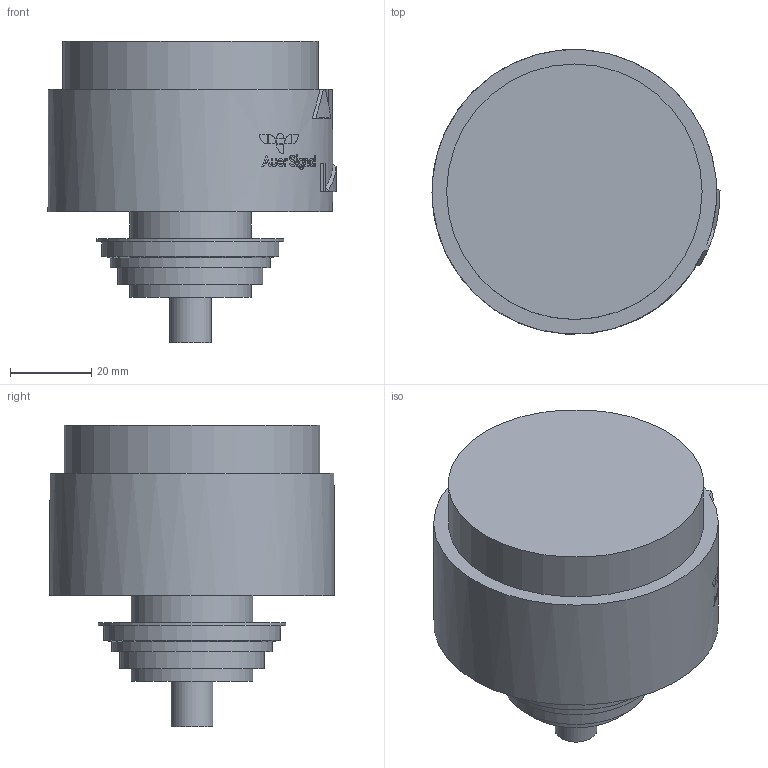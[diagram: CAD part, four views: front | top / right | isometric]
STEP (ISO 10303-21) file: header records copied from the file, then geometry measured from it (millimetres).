
FILE_DESCRIPTION(/* description */ (''),/* implementation_level */ '2;1');
FILE_NAME(/* name */ 'PC7MC5_AuerSignal_910781405.stp',/* time_stamp */ '2021-04-26T10:30:01+02:00',/* author */ (''),/* organization */ (''),/* preprocessor_version */ 'ST-DEVELOPER v16',/* originating_system */ 'SIEMENS PLM Software NX 10.0',/* authorisation */ '');
FILE_SCHEMA (('AUTOMOTIVE_DESIGN { 1 0 10303 214 3 1 1 1 }'));
Length unit declared in the file: millimetre
Products named in the file (1): P.Ge1B90C9175tgk
Bounding box: 70.8 x 69.94 x 74.2 mm (x, y, z)
Volume: 174567.3 mm3; surface area: 23394.5 mm2
Topology: 2 solids, 2 shells, 57 faces, 194 edges, 170 vertices
Faces by surface type: cylinder 36, plane 18, bspline 2, cone 1
Full cylindrical faces by diameter (mm): 10.3 x1, 29.852 x1, 30.023 x1, 35.611 x1, 39.345 x1, 43.536 x1, 46.025 x1, 62.8 x1, 70 x1
Entity records: 3171 total; most frequent: CARTESIAN_POINT 1349, ORIENTED_EDGE 356, DIRECTION 290, EDGE_CURVE 178, VERTEX_POINT 166, AXIS2_PLACEMENT_3D 124, EDGE_LOOP 98, B_SPLINE_CURVE_WITH_KNOTS 67
